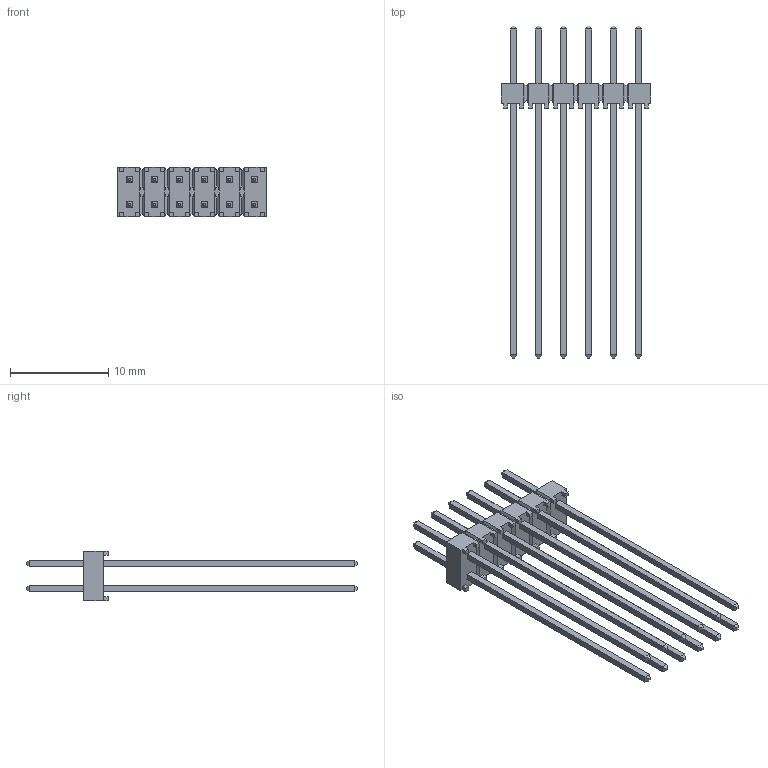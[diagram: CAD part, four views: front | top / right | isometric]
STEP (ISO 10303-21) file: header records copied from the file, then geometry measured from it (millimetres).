
FILE_DESCRIPTION(/* description */ ('STEP AP214'),/* implementation_level */ '2;1');
FILE_NAME(/* name */ 'TSW-106-27-G-D',/* time_stamp */ '2023-11-13T11:18:06+01:00',/* author */ ('License CC BY-ND 4.0'),/* organization */ ('CADENAS'),/* preprocessor_version */ 'ST-DEVELOPER v19.3',/* originating_system */ 'PARTsolutions',/* authorisation */ ' ');
FILE_SCHEMA (('AUTOMOTIVE_DESIGN {1 0 10303 214 3 1 1}'));
Length unit declared in the file: inch
Products named in the file (3): TSW-106-27-G-D; T-1S6-19-TSW-1-27-6-D; TSW-106-27-G-D_body
Assembly tree (2 placements, depth 2):
  TSW-106-27-G-D
    T-1S6-19-TSW-1-27-6-D
    TSW-106-27-G-D_body
Bounding box: 15.24 x 33.78 x 5.08 mm (x, y, z)
Volume: 309 mm3; surface area: 1454.3 mm2
Topology: 2 solids, 2 shells, 492 faces, 1226 edges, 752 vertices
Faces by surface type: plane 492
Entity records: 14208 total; most frequent: CARTESIAN_POINT 2473, ORIENTED_EDGE 2452, DIRECTION 2216, EDGE_CURVE 1226, LINE 1226, VECTOR 1226, VERTEX_POINT 752, EDGE_LOOP 540
